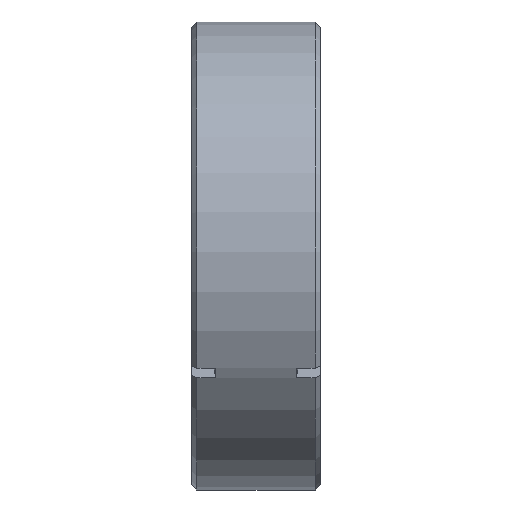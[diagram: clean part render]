
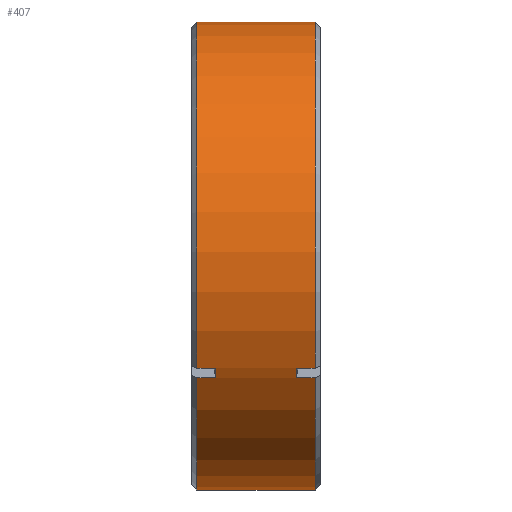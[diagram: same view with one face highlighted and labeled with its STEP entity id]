
A CAD part, front view. The second image highlights one B-rep face of the part: STEP entity #407.
In plain terms, the highlighted cylindrical face has radius 34.671 mm (diameter 69.342 mm), a partial arc.
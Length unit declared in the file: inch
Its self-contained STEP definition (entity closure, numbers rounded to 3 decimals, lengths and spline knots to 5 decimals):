
#11 = CIRCLE ( 'NONE', #56, 1.365 ) ;
#19 = VERTEX_POINT ( 'NONE', #220 ) ;
#30 = DIRECTION ( 'NONE',  ( -1., 0., 0. ) ) ;
#56 = AXIS2_PLACEMENT_3D ( 'NONE', #631, #865, #657 ) ;
#83 = DIRECTION ( 'NONE',  ( 0., 0., -1. ) ) ;
#91 = CIRCLE ( 'NONE', #387, 1.365 ) ;
#111 = CARTESIAN_POINT ( 'NONE',  ( 0.03, 0., 0. ) ) ;
#121 = CARTESIAN_POINT ( 'NONE',  ( 0.72, 0., 0. ) ) ;
#200 = DIRECTION ( 'NONE',  ( 0., 0., -1. ) ) ;
#220 = CARTESIAN_POINT ( 'NONE',  ( 0.03, 0., -1.365 ) ) ;
#228 = DIRECTION ( 'NONE',  ( -1., 0., 0. ) ) ;
#280 = VERTEX_POINT ( 'NONE', #739 ) ;
#315 = VECTOR ( 'NONE', #2608, 39.37008 ) ;
#316 = LINE ( 'NONE', #1767, #1961 ) ;
#367 = VERTEX_POINT ( 'NONE', #2244 ) ;
#381 = LINE ( 'NONE', #1771, #315 ) ;
#387 = AXIS2_PLACEMENT_3D ( 'NONE', #111, #2585, #200 ) ;
#400 = AXIS2_PLACEMENT_3D ( 'NONE', #121, #1507, #465 ) ;
#401 = B_SPLINE_CURVE_WITH_KNOTS ( 'NONE', 3,
 ( #2260, #652, #1235, #1450 ),
 .UNSPECIFIED., .F., .F.,
 ( 4, 4 ),
 ( 0., 0.00157 ),
 .UNSPECIFIED. ) ;
#407 = ADVANCED_FACE ( 'NONE', ( #2093 ), #2067, .T. ) ;
#418 = VERTEX_POINT ( 'NONE', #1243 ) ;
#426 = EDGE_CURVE ( 'NONE', #2389, #828, #803, .T. ) ;
#429 = CARTESIAN_POINT ( 'NONE',  ( 0., -1.19732, -0.65548 ) ) ;
#447 = ORIENTED_EDGE ( 'NONE', *, *, #2293, .F. ) ;
#465 = DIRECTION ( 'NONE',  ( 0., 0., 1. ) ) ;
#498 = CARTESIAN_POINT ( 'NONE',  ( 0.72, 0., 1.365 ) ) ;
#600 = EDGE_CURVE ( 'NONE', #2208, #828, #1074, .T. ) ;
#616 = EDGE_CURVE ( 'NONE', #1207, #19, #1498, .T. ) ;
#621 = CARTESIAN_POINT ( 'NONE',  ( 0., 0., 0. ) ) ;
#631 = CARTESIAN_POINT ( 'NONE',  ( 0.72, 0., 0. ) ) ;
#652 = CARTESIAN_POINT ( 'NONE',  ( 0.61, -1.17706, -0.69151 ) ) ;
#657 = DIRECTION ( 'NONE',  ( 0., 0., 1. ) ) ;
#709 = ORIENTED_EDGE ( 'NONE', *, *, #1249, .T. ) ;
#739 = CARTESIAN_POINT ( 'NONE',  ( 0.03, 0., 1.365 ) ) ;
#741 = DIRECTION ( 'NONE',  ( -1., 0., 0. ) ) ;
#750 = VECTOR ( 'NONE', #228, 39.37008 ) ;
#764 = CARTESIAN_POINT ( 'NONE',  ( 0.03, -1.16632, -0.70917 ) ) ;
#803 = LINE ( 'NONE', #429, #1373 ) ;
#828 = VERTEX_POINT ( 'NONE', #2450 ) ;
#865 = DIRECTION ( 'NONE',  ( -1., 0., 0. ) ) ;
#883 = LINE ( 'NONE', #1291, #750 ) ;
#913 = CARTESIAN_POINT ( 'NONE',  ( 0.14, -1.17706, -0.69151 ) ) ;
#938 = ORIENTED_EDGE ( 'NONE', *, *, #616, .T. ) ;
#1074 = B_SPLINE_CURVE_WITH_KNOTS ( 'NONE', 3,
 ( #1083, #913, #1734, #2571 ),
 .UNSPECIFIED., .F., .F.,
 ( 4, 4 ),
 ( 0., 0.00157 ),
 .UNSPECIFIED. ) ;
#1083 = CARTESIAN_POINT ( 'NONE',  ( 0.13999, -1.16632, -0.70917 ) ) ;
#1134 = CARTESIAN_POINT ( 'NONE',  ( 0.72, 0., -1.365 ) ) ;
#1158 = EDGE_CURVE ( 'NONE', #280, #2389, #91, .T. ) ;
#1207 = VERTEX_POINT ( 'NONE', #764 ) ;
#1235 = CARTESIAN_POINT ( 'NONE',  ( 0.61, -1.18739, -0.67361 ) ) ;
#1243 = CARTESIAN_POINT ( 'NONE',  ( 0.61001, -1.16632, -0.70917 ) ) ;
#1249 = EDGE_CURVE ( 'NONE', #367, #2495, #1639, .T. ) ;
#1251 = DIRECTION ( 'NONE',  ( 1., 0., 0. ) ) ;
#1291 = CARTESIAN_POINT ( 'NONE',  ( 0., 0., -1.365 ) ) ;
#1319 = ORIENTED_EDGE ( 'NONE', *, *, #1580, .F. ) ;
#1338 = DIRECTION ( 'NONE',  ( 1., 0., 0. ) ) ;
#1373 = VECTOR ( 'NONE', #1633, 39.37008 ) ;
#1402 = CIRCLE ( 'NONE', #400, 1.365 ) ;
#1435 = CARTESIAN_POINT ( 'NONE',  ( 0., -1.19732, -0.65548 ) ) ;
#1450 = CARTESIAN_POINT ( 'NONE',  ( 0.61001, -1.19732, -0.65548 ) ) ;
#1455 = CARTESIAN_POINT ( 'NONE',  ( 0., -1.16632, -0.70917 ) ) ;
#1456 = AXIS2_PLACEMENT_3D ( 'NONE', #621, #30, #2516 ) ;
#1459 = EDGE_LOOP ( 'NONE', ( #1319, #2124, #1661, #1608, #709, #1650, #1993, #1559, #2141, #2680, #447, #938 ) ) ;
#1498 = CIRCLE ( 'NONE', #1928, 1.365 ) ;
#1501 = VERTEX_POINT ( 'NONE', #1134 ) ;
#1507 = DIRECTION ( 'NONE',  ( -1., 0., 0. ) ) ;
#1511 = EDGE_CURVE ( 'NONE', #1782, #280, #316, .T. ) ;
#1527 = EDGE_CURVE ( 'NONE', #418, #2234, #1868, .T. ) ;
#1559 = ORIENTED_EDGE ( 'NONE', *, *, #1158, .T. ) ;
#1580 = EDGE_CURVE ( 'NONE', #1501, #19, #883, .T. ) ;
#1608 = ORIENTED_EDGE ( 'NONE', *, *, #2410, .T. ) ;
#1633 = DIRECTION ( 'NONE',  ( 1., 0., 0. ) ) ;
#1639 = LINE ( 'NONE', #1435, #2306 ) ;
#1650 = ORIENTED_EDGE ( 'NONE', *, *, #1955, .T. ) ;
#1661 = ORIENTED_EDGE ( 'NONE', *, *, #1527, .F. ) ;
#1734 = CARTESIAN_POINT ( 'NONE',  ( 0.14, -1.18739, -0.67361 ) ) ;
#1767 = CARTESIAN_POINT ( 'NONE',  ( 0., 0., 1.365 ) ) ;
#1771 = CARTESIAN_POINT ( 'NONE',  ( 0., -1.16632, -0.70917 ) ) ;
#1782 = VERTEX_POINT ( 'NONE', #498 ) ;
#1868 = LINE ( 'NONE', #1455, #2090 ) ;
#1928 = AXIS2_PLACEMENT_3D ( 'NONE', #2354, #1338, #83 ) ;
#1955 = EDGE_CURVE ( 'NONE', #2495, #1782, #11, .T. ) ;
#1961 = VECTOR ( 'NONE', #741, 39.37008 ) ;
#1984 = CARTESIAN_POINT ( 'NONE',  ( 0.72, -1.16632, -0.70917 ) ) ;
#1993 = ORIENTED_EDGE ( 'NONE', *, *, #1511, .T. ) ;
#2067 = CYLINDRICAL_SURFACE ( 'NONE', #1456, 1.365 ) ;
#2070 = CARTESIAN_POINT ( 'NONE',  ( 0.03, -1.19732, -0.65548 ) ) ;
#2090 = VECTOR ( 'NONE', #1251, 39.37008 ) ;
#2093 = FACE_OUTER_BOUND ( 'NONE', #1459, .T. ) ;
#2124 = ORIENTED_EDGE ( 'NONE', *, *, #2240, .T. ) ;
#2141 = ORIENTED_EDGE ( 'NONE', *, *, #426, .T. ) ;
#2208 = VERTEX_POINT ( 'NONE', #2581 ) ;
#2234 = VERTEX_POINT ( 'NONE', #1984 ) ;
#2240 = EDGE_CURVE ( 'NONE', #1501, #2234, #1402, .T. ) ;
#2244 = CARTESIAN_POINT ( 'NONE',  ( 0.61001, -1.19732, -0.65548 ) ) ;
#2260 = CARTESIAN_POINT ( 'NONE',  ( 0.61001, -1.16632, -0.70917 ) ) ;
#2261 = DIRECTION ( 'NONE',  ( 1., 0., 0. ) ) ;
#2293 = EDGE_CURVE ( 'NONE', #1207, #2208, #381, .T. ) ;
#2306 = VECTOR ( 'NONE', #2261, 39.37008 ) ;
#2354 = CARTESIAN_POINT ( 'NONE',  ( 0.03, 0., 0. ) ) ;
#2389 = VERTEX_POINT ( 'NONE', #2070 ) ;
#2410 = EDGE_CURVE ( 'NONE', #418, #367, #401, .T. ) ;
#2450 = CARTESIAN_POINT ( 'NONE',  ( 0.13999, -1.19732, -0.65548 ) ) ;
#2495 = VERTEX_POINT ( 'NONE', #2496 ) ;
#2496 = CARTESIAN_POINT ( 'NONE',  ( 0.72, -1.19732, -0.65548 ) ) ;
#2516 = DIRECTION ( 'NONE',  ( 0., 0., 1. ) ) ;
#2571 = CARTESIAN_POINT ( 'NONE',  ( 0.13999, -1.19732, -0.65548 ) ) ;
#2581 = CARTESIAN_POINT ( 'NONE',  ( 0.13999, -1.16632, -0.70917 ) ) ;
#2585 = DIRECTION ( 'NONE',  ( 1., 0., 0. ) ) ;
#2608 = DIRECTION ( 'NONE',  ( 1., 0., 0. ) ) ;
#2680 = ORIENTED_EDGE ( 'NONE', *, *, #600, .F. ) ;
